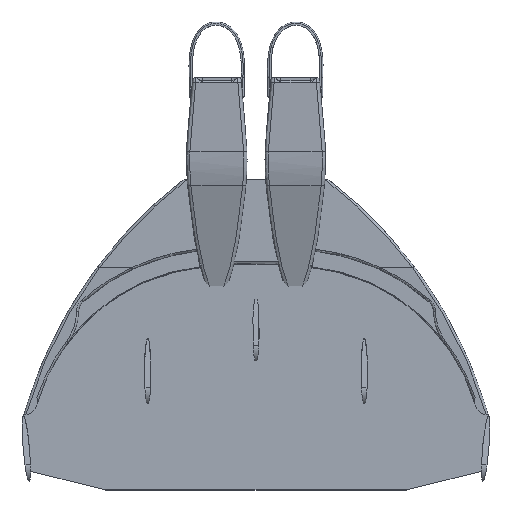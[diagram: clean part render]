
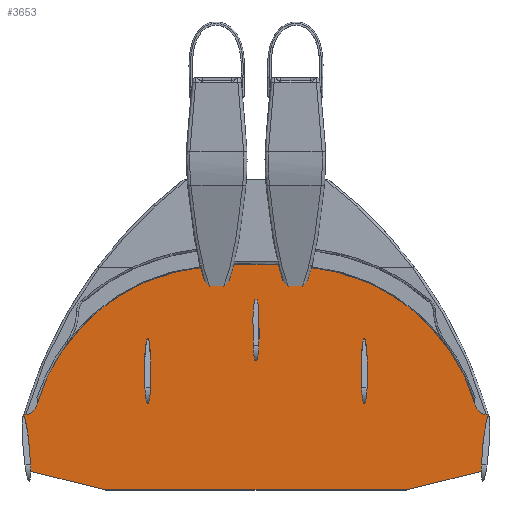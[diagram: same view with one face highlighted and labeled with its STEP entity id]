
A CAD part, top view. The second image highlights one B-rep face of the part: STEP entity #3653.
In plain terms, the highlighted planar face has unit normal (0, 0, 1).
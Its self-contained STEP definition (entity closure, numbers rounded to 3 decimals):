
#165=ELLIPSE('',#3977,50.,5.);
#167=ELLIPSE('',#3982,50.,5.);
#198=PLANE('',#3993);
#275=LINE('',#6127,#447);
#279=LINE('',#6148,#451);
#282=LINE('',#6154,#454);
#285=LINE('',#6160,#457);
#289=LINE('',#6181,#461);
#447=VECTOR('',#4535,10.);
#451=VECTOR('',#4545,10.);
#454=VECTOR('',#4550,10.);
#457=VECTOR('',#4555,10.);
#461=VECTOR('',#4565,10.);
#729=FACE_OUTER_BOUND('',#977,.T.);
#977=EDGE_LOOP('',(#2723,#2724,#2725,#2726,#2727,#2728,#2729,#2730,#2731,
#2732,#2733,#2734));
#1215=CIRCLE('',#3969,551.265);
#1218=CIRCLE('',#3974,20.705);
#1220=CIRCLE('',#3986,20.705);
#1222=CIRCLE('',#3989,292.422);
#1224=CIRCLE('',#3992,292.422);
#1583=VERTEX_POINT('',#6068);
#1586=VERTEX_POINT('',#6088);
#1591=VERTEX_POINT('',#6118);
#1592=VERTEX_POINT('',#6120);
#1594=VERTEX_POINT('',#6126);
#1596=VERTEX_POINT('',#6141);
#1598=VERTEX_POINT('',#6147);
#1600=VERTEX_POINT('',#6153);
#1602=VERTEX_POINT('',#6159);
#1604=VERTEX_POINT('',#6174);
#1606=VERTEX_POINT('',#6180);
#1608=VERTEX_POINT('',#6186);
#1973=EDGE_CURVE('',#1586,#1583,#1215,.T.);
#1979=EDGE_CURVE('',#1592,#1591,#1218,.T.);
#1982=EDGE_CURVE('',#1594,#1592,#275,.T.);
#1985=EDGE_CURVE('',#1596,#1594,#165,.T.);
#1988=EDGE_CURVE('',#1598,#1596,#279,.T.);
#1991=EDGE_CURVE('',#1600,#1598,#282,.T.);
#1994=EDGE_CURVE('',#1602,#1600,#285,.T.);
#1997=EDGE_CURVE('',#1604,#1602,#167,.T.);
#2000=EDGE_CURVE('',#1606,#1604,#289,.T.);
#2003=EDGE_CURVE('',#1608,#1606,#1220,.T.);
#2006=EDGE_CURVE('',#1586,#1608,#1222,.T.);
#2008=EDGE_CURVE('',#1591,#1583,#1224,.T.);
#2723=ORIENTED_EDGE('',*,*,#2006,.T.);
#2724=ORIENTED_EDGE('',*,*,#2003,.T.);
#2725=ORIENTED_EDGE('',*,*,#2000,.T.);
#2726=ORIENTED_EDGE('',*,*,#1997,.T.);
#2727=ORIENTED_EDGE('',*,*,#1994,.T.);
#2728=ORIENTED_EDGE('',*,*,#1991,.T.);
#2729=ORIENTED_EDGE('',*,*,#1988,.T.);
#2730=ORIENTED_EDGE('',*,*,#1985,.T.);
#2731=ORIENTED_EDGE('',*,*,#1982,.T.);
#2732=ORIENTED_EDGE('',*,*,#1979,.T.);
#2733=ORIENTED_EDGE('',*,*,#2008,.T.);
#2734=ORIENTED_EDGE('',*,*,#1973,.F.);
#3653=ADVANCED_FACE('',(#729),#198,.T.);
#3969=AXIS2_PLACEMENT_3D('',#6107,#4516,#4517);
#3974=AXIS2_PLACEMENT_3D('',#6121,#4529,#4530);
#3977=AXIS2_PLACEMENT_3D('',#6142,#4539,#4540);
#3982=AXIS2_PLACEMENT_3D('',#6175,#4559,#4560);
#3986=AXIS2_PLACEMENT_3D('',#6187,#4571,#4572);
#3989=AXIS2_PLACEMENT_3D('',#6191,#4578,#4579);
#3992=AXIS2_PLACEMENT_3D('',#6194,#4584,#4585);
#3993=AXIS2_PLACEMENT_3D('',#6195,#4586,#4587);
#4516=DIRECTION('center_axis',(0.,0.,-1.));
#4517=DIRECTION('ref_axis',(0.,1.,0.));
#4529=DIRECTION('center_axis',(0.,0.,-1.));
#4530=DIRECTION('ref_axis',(-0.966,-0.259,0.));
#4535=DIRECTION('',(0.059,0.998,0.));
#4539=DIRECTION('center_axis',(0.,0.,-1.));
#4540=DIRECTION('ref_axis',(-0.087,-0.996,0.));
#4545=DIRECTION('',(0.97,0.243,0.));
#4550=DIRECTION('',(1.,0.,0.));
#4555=DIRECTION('',(0.97,-0.243,0.));
#4559=DIRECTION('center_axis',(0.,0.,-1.));
#4560=DIRECTION('ref_axis',(0.087,-0.996,0.));
#4565=DIRECTION('',(0.059,-0.998,0.));
#4571=DIRECTION('center_axis',(0.,0.,-1.));
#4572=DIRECTION('ref_axis',(0.,-1.,0.));
#4578=DIRECTION('center_axis',(0.,0.,1.));
#4579=DIRECTION('ref_axis',(-0.106,0.994,0.));
#4584=DIRECTION('center_axis',(0.,0.,1.));
#4585=DIRECTION('ref_axis',(0.961,0.276,0.));
#4586=DIRECTION('center_axis',(0.,0.,1.));
#4587=DIRECTION('ref_axis',(1.,0.,0.));
#6068=CARTESIAN_POINT('',(68.731,-23.721,7.));
#6088=CARTESIAN_POINT('',(-68.731,-23.721,7.));
#6107=CARTESIAN_POINT('Origin',(0.,-570.685,7.));
#6118=CARTESIAN_POINT('',(335.002,-235.,7.));
#6120=CARTESIAN_POINT('',(355.,-250.339,7.));
#6121=CARTESIAN_POINT('Origin',(355.,-229.634,7.));
#6126=CARTESIAN_POINT('',(354.884,-252.308,7.));
#6127=CARTESIAN_POINT('',(355.,-250.339,7.));
#6141=CARTESIAN_POINT('',(344.534,-336.705,7.));
#6142=CARTESIAN_POINT('Origin',(351.138,-301.827,7.));
#6147=CARTESIAN_POINT('',(230.,-365.339,7.));
#6148=CARTESIAN_POINT('',(230.,-365.339,7.));
#6153=CARTESIAN_POINT('',(-230.,-365.339,7.));
#6154=CARTESIAN_POINT('',(0.,-365.339,7.));
#6159=CARTESIAN_POINT('',(-344.534,-336.705,7.));
#6160=CARTESIAN_POINT('',(-230.,-365.339,7.));
#6174=CARTESIAN_POINT('',(-354.884,-252.308,7.));
#6175=CARTESIAN_POINT('Origin',(-351.138,-301.827,7.));
#6180=CARTESIAN_POINT('',(-355.,-250.339,7.));
#6181=CARTESIAN_POINT('',(-355.,-250.339,7.));
#6186=CARTESIAN_POINT('',(-335.002,-235.,7.));
#6187=CARTESIAN_POINT('Origin',(-355.,-229.634,7.));
#6191=CARTESIAN_POINT('Origin',(-53.956,-315.769,7.));
#6194=CARTESIAN_POINT('Origin',(53.956,-315.769,7.));
#6195=CARTESIAN_POINT('Origin',(0.,-191.879,7.));
